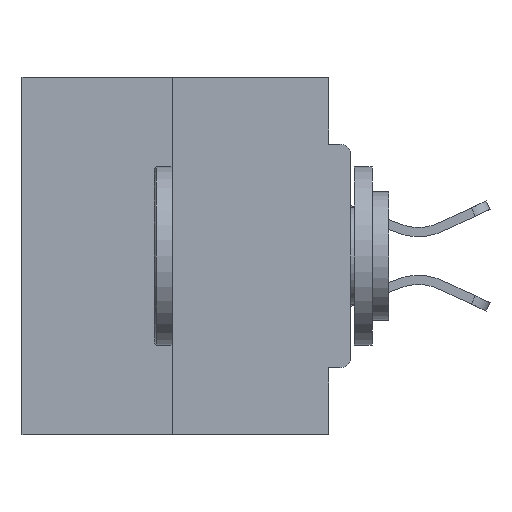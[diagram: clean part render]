
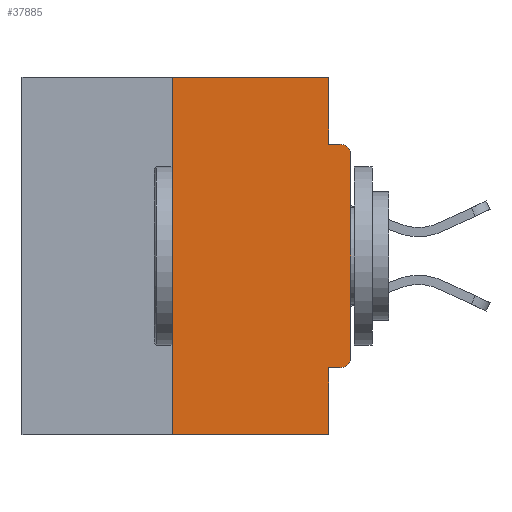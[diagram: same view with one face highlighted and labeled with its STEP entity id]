
A CAD part, left-side view. The second image highlights one B-rep face of the part: STEP entity #37885.
In plain terms, the highlighted planar face has unit normal (-1, 0, 0).
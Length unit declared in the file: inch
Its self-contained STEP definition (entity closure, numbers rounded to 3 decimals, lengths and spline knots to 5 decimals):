
#56 = CARTESIAN_POINT ( 'NONE',  ( 0., 0.46, -0.5 ) ) ;
#562 = VERTEX_POINT ( 'NONE', #5128 ) ;
#717 = AXIS2_PLACEMENT_3D ( 'NONE', #9213, #18122, #35946 ) ;
#718 = VERTEX_POINT ( 'NONE', #12838 ) ;
#953 = CARTESIAN_POINT ( 'NONE',  ( 0., 0.25, -0.5 ) ) ;
#1595 = PLANE ( 'NONE',  #26049 ) ;
#2251 = EDGE_CURVE ( 'NONE', #5134, #32288, #34791, .T. ) ;
#2702 = EDGE_CURVE ( 'NONE', #562, #18983, #8613, .T. ) ;
#3112 = VECTOR ( 'NONE', #31644, 39.37008 ) ;
#3262 = DIRECTION ( 'NONE',  ( 0., 0., 1. ) ) ;
#4073 = CARTESIAN_POINT ( 'NONE',  ( 0., 0.015, -0.1085 ) ) ;
#4464 = CARTESIAN_POINT ( 'NONE',  ( 0., 0., -0.3915 ) ) ;
#4964 = CARTESIAN_POINT ( 'NONE',  ( 0., 0., -0.0935 ) ) ;
#5128 = CARTESIAN_POINT ( 'NONE',  ( 0., 0.015, -0.4065 ) ) ;
#5134 = VERTEX_POINT ( 'NONE', #12953 ) ;
#5329 = EDGE_CURVE ( 'NONE', #562, #26721, #11213, .T. ) ;
#5875 = CARTESIAN_POINT ( 'NONE',  ( 0., 0., -0.4065 ) ) ;
#6111 = VECTOR ( 'NONE', #36091, 39.37008 ) ;
#6234 = CARTESIAN_POINT ( 'NONE',  ( 0., 0.031, -0.0935 ) ) ;
#7510 = DIRECTION ( 'NONE',  ( 0., 0., -1. ) ) ;
#7696 = DIRECTION ( 'NONE',  ( 0., -1., 0. ) ) ;
#8613 = CIRCLE ( 'NONE', #717, 0.015 ) ;
#9059 = ORIENTED_EDGE ( 'NONE', *, *, #35212, .F. ) ;
#9213 = CARTESIAN_POINT ( 'NONE',  ( 0., 0.015, -0.3915 ) ) ;
#9325 = AXIS2_PLACEMENT_3D ( 'NONE', #4073, #27075, #9519 ) ;
#9519 = DIRECTION ( 'NONE',  ( 0., 0., -1. ) ) ;
#9843 = LINE ( 'NONE', #21182, #11639 ) ;
#10296 = VERTEX_POINT ( 'NONE', #6234 ) ;
#10730 = CARTESIAN_POINT ( 'NONE',  ( 0., 0.031, 0. ) ) ;
#10854 = LINE ( 'NONE', #56, #32885 ) ;
#10881 = VECTOR ( 'NONE', #16128, 39.37008 ) ;
#10965 = LINE ( 'NONE', #23187, #3112 ) ;
#11213 = LINE ( 'NONE', #5875, #18600 ) ;
#11639 = VECTOR ( 'NONE', #32318, 39.37008 ) ;
#12535 = ORIENTED_EDGE ( 'NONE', *, *, #28378, .F. ) ;
#12838 = CARTESIAN_POINT ( 'NONE',  ( 0., 0., -0.1085 ) ) ;
#12953 = CARTESIAN_POINT ( 'NONE',  ( 0., 0.25, 0. ) ) ;
#14381 = VECTOR ( 'NONE', #3262, 39.37008 ) ;
#15302 = VERTEX_POINT ( 'NONE', #19752 ) ;
#15757 = LINE ( 'NONE', #17976, #14381 ) ;
#16128 = DIRECTION ( 'NONE',  ( 0., -1., 0. ) ) ;
#16547 = DIRECTION ( 'NONE',  ( 1., 0., 0. ) ) ;
#16555 = FACE_OUTER_BOUND ( 'NONE', #30239, .T. ) ;
#17976 = CARTESIAN_POINT ( 'NONE',  ( 0., 0.25, 0. ) ) ;
#18122 = DIRECTION ( 'NONE',  ( -1., 0., 0. ) ) ;
#18193 = ORIENTED_EDGE ( 'NONE', *, *, #18442, .T. ) ;
#18442 = EDGE_CURVE ( 'NONE', #32076, #32344, #10854, .T. ) ;
#18600 = VECTOR ( 'NONE', #38055, 39.37008 ) ;
#18983 = VERTEX_POINT ( 'NONE', #4464 ) ;
#19752 = CARTESIAN_POINT ( 'NONE',  ( 0., 0.015, -0.0935 ) ) ;
#20099 = ORIENTED_EDGE ( 'NONE', *, *, #2251, .F. ) ;
#21182 = CARTESIAN_POINT ( 'NONE',  ( 0., 0.031, 0. ) ) ;
#21770 = CARTESIAN_POINT ( 'NONE',  ( 0., 0.46, 0. ) ) ;
#21807 = VECTOR ( 'NONE', #7696, 39.37008 ) ;
#22547 = ORIENTED_EDGE ( 'NONE', *, *, #23820, .T. ) ;
#22649 = CARTESIAN_POINT ( 'NONE',  ( 0., 0.031, -0.5 ) ) ;
#23150 = LINE ( 'NONE', #4964, #21807 ) ;
#23187 = CARTESIAN_POINT ( 'NONE',  ( 0., 0., 0. ) ) ;
#23748 = ORIENTED_EDGE ( 'NONE', *, *, #5329, .F. ) ;
#23820 = EDGE_CURVE ( 'NONE', #18983, #718, #10965, .T. ) ;
#24082 = CIRCLE ( 'NONE', #9325, 0.015 ) ;
#25736 = ORIENTED_EDGE ( 'NONE', *, *, #26399, .T. ) ;
#26049 = AXIS2_PLACEMENT_3D ( 'NONE', #34135, #16547, #7510 ) ;
#26399 = EDGE_CURVE ( 'NONE', #718, #15302, #24082, .T. ) ;
#26721 = VERTEX_POINT ( 'NONE', #32149 ) ;
#27075 = DIRECTION ( 'NONE',  ( -1., 0., 0. ) ) ;
#27083 = ORIENTED_EDGE ( 'NONE', *, *, #34760, .F. ) ;
#27462 = CARTESIAN_POINT ( 'NONE',  ( 0., 0.031, -0.5 ) ) ;
#28378 = EDGE_CURVE ( 'NONE', #32288, #10296, #9843, .T. ) ;
#28548 = ORIENTED_EDGE ( 'NONE', *, *, #2702, .T. ) ;
#30239 = EDGE_LOOP ( 'NONE', ( #20099, #9059, #18193, #27083, #23748, #28548, #22547, #25736, #30282, #12535 ) ) ;
#30282 = ORIENTED_EDGE ( 'NONE', *, *, #34348, .F. ) ;
#31378 = LINE ( 'NONE', #27462, #6111 ) ;
#31644 = DIRECTION ( 'NONE',  ( 0., 0., 1. ) ) ;
#32076 = VERTEX_POINT ( 'NONE', #953 ) ;
#32149 = CARTESIAN_POINT ( 'NONE',  ( 0., 0.031, -0.4065 ) ) ;
#32288 = VERTEX_POINT ( 'NONE', #10730 ) ;
#32318 = DIRECTION ( 'NONE',  ( 0., 0., -1. ) ) ;
#32344 = VERTEX_POINT ( 'NONE', #22649 ) ;
#32885 = VECTOR ( 'NONE', #38016, 39.37008 ) ;
#34135 = CARTESIAN_POINT ( 'NONE',  ( 0., 0.46, 0. ) ) ;
#34348 = EDGE_CURVE ( 'NONE', #10296, #15302, #23150, .T. ) ;
#34760 = EDGE_CURVE ( 'NONE', #26721, #32344, #31378, .T. ) ;
#34791 = LINE ( 'NONE', #21770, #10881 ) ;
#35212 = EDGE_CURVE ( 'NONE', #32076, #5134, #15757, .T. ) ;
#35946 = DIRECTION ( 'NONE',  ( 0., 0., -1. ) ) ;
#36091 = DIRECTION ( 'NONE',  ( 0., 0., -1. ) ) ;
#37885 = ADVANCED_FACE ( 'NONE', ( #16555 ), #1595, .F. ) ;
#38016 = DIRECTION ( 'NONE',  ( 0., -1., 0. ) ) ;
#38055 = DIRECTION ( 'NONE',  ( 0., 1., 0. ) ) ;
